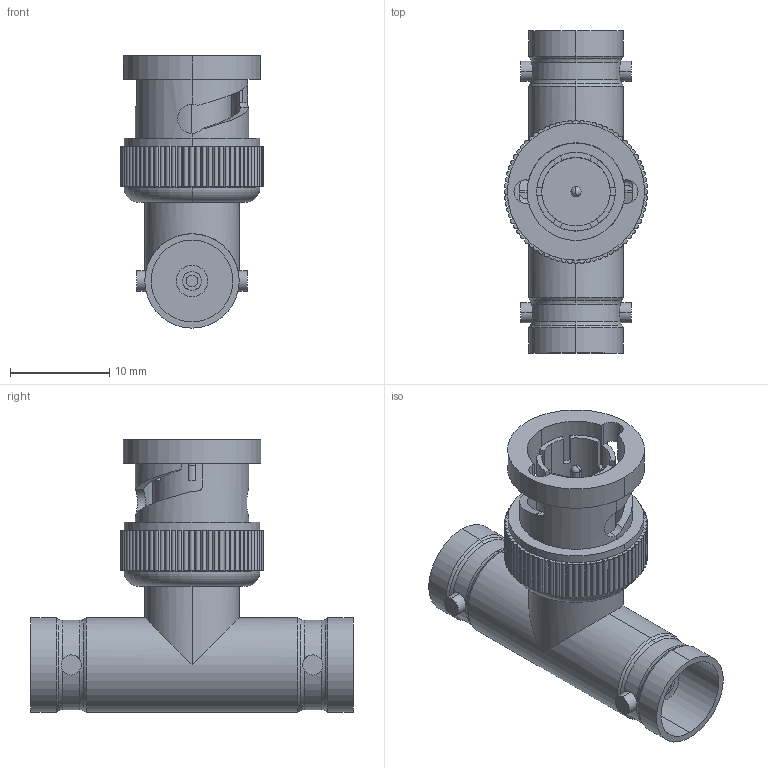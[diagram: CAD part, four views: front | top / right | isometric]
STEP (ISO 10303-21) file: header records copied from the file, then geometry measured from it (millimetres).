
FILE_DESCRIPTION (( 'STEP AP203' ), '1' );
FILE_NAME ('BA035.STEP', '2006-06-23T18:20:25', ( 'lcom' ), ( 'lcom' ), 'SwSTEP 2.0', 'SolidWorks 2006004', '' );
FILE_SCHEMA (( 'CONFIG_CONTROL_DESIGN' ));
Length unit declared in the file: inch
Products named in the file (3): BA035; BA035-MA1; BA035-MA2_with flange
Assembly tree (2 placements, depth 2):
  BA035
    BA035-MA2_with flange
    BA035-MA1
Bounding box: 14.48 x 32.51 x 27.48 mm (x, y, z)
Volume: 2740.7 mm3; surface area: 4359.5 mm2
Topology: 2 solids, 2 shells, 421 faces, 1158 edges, 761 vertices
Faces by surface type: plane 204, cylinder 185, torus 14, bspline 8, cone 8, sphere 2
Entity records: 14653 total; most frequent: CARTESIAN_POINT 3445, DIRECTION 2314, ORIENTED_EDGE 2308, EDGE_CURVE 1154, AXIS2_PLACEMENT_3D 820, VERTEX_POINT 759, VECTOR 674, LINE 674
